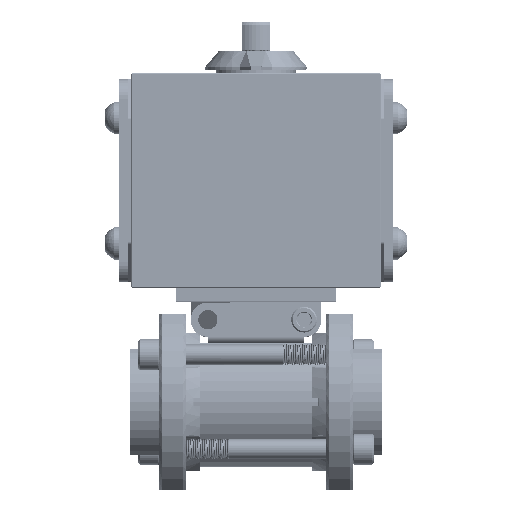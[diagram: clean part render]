
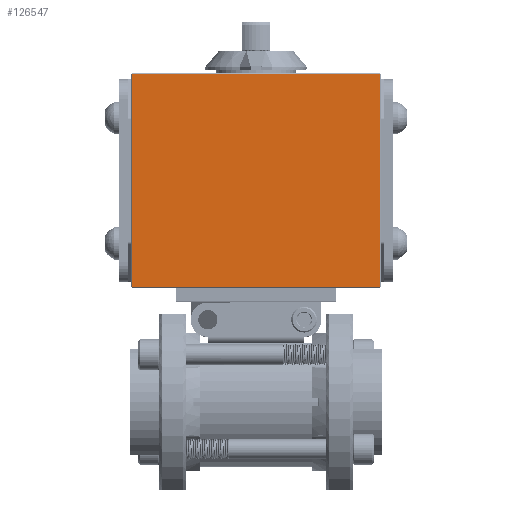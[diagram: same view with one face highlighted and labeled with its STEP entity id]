
A CAD part, top view. The second image highlights one B-rep face of the part: STEP entity #126547.
In plain terms, the highlighted planar face has unit normal (0, 0, 1).
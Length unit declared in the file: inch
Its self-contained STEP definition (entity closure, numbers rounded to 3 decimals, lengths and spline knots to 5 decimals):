
#334 = AXIS2_PLACEMENT_3D ( 'NONE', #64322, #78672, #178268 ) ;
#25503 = CARTESIAN_POINT ( 'NONE',  ( -2.255, 5.954, 1.55 ) ) ;
#26004 = CARTESIAN_POINT ( 'NONE',  ( -2.275, 2.094, 1.55 ) ) ;
#27712 = VERTEX_POINT ( 'NONE', #25503 ) ;
#30434 = DIRECTION ( 'NONE',  ( 0., 1., 0. ) ) ;
#35053 = CARTESIAN_POINT ( 'NONE',  ( -2.255, 2.094, 1.55 ) ) ;
#55494 = VECTOR ( 'NONE', #139937, 39.37008 ) ;
#57532 = EDGE_CURVE ( 'NONE', #27712, #164536, #171709, .T. ) ;
#64322 = CARTESIAN_POINT ( 'NONE',  ( -2.275, 5.974, 1.55 ) ) ;
#78672 = DIRECTION ( 'NONE',  ( 0., 0., -1. ) ) ;
#90415 = ORIENTED_EDGE ( 'NONE', *, *, #57532, .T. ) ;
#92364 = PLANE ( 'NONE',  #334 ) ;
#92402 = VECTOR ( 'NONE', #30434, 39.37008 ) ;
#93453 = LINE ( 'NONE', #26004, #55494 ) ;
#97694 = EDGE_CURVE ( 'NONE', #123672, #106386, #168093, .T. ) ;
#100487 = VECTOR ( 'NONE', #107670, 39.37008 ) ;
#100554 = CARTESIAN_POINT ( 'NONE',  ( 2.251, 2.094, 1.55 ) ) ;
#101427 = CARTESIAN_POINT ( 'NONE',  ( 2.251, 5.974, 1.55 ) ) ;
#106386 = VERTEX_POINT ( 'NONE', #141216 ) ;
#107670 = DIRECTION ( 'NONE',  ( 0., -1., 0. ) ) ;
#110943 = LINE ( 'NONE', #157526, #182223 ) ;
#113390 = ORIENTED_EDGE ( 'NONE', *, *, #121712, .T. ) ;
#121712 = EDGE_CURVE ( 'NONE', #164536, #123672, #93453, .T. ) ;
#121933 = CARTESIAN_POINT ( 'NONE',  ( -2.255, 2.074, 1.55 ) ) ;
#123672 = VERTEX_POINT ( 'NONE', #100554 ) ;
#126547 = ADVANCED_FACE ( 'NONE', ( #164013 ), #92364, .F. ) ;
#132847 = ORIENTED_EDGE ( 'NONE', *, *, #97694, .T. ) ;
#137163 = EDGE_LOOP ( 'NONE', ( #132847, #165669, #90415, #113390 ) ) ;
#139937 = DIRECTION ( 'NONE',  ( 1., 0., 0. ) ) ;
#141216 = CARTESIAN_POINT ( 'NONE',  ( 2.251, 5.954, 1.55 ) ) ;
#157526 = CARTESIAN_POINT ( 'NONE',  ( -2.275, 5.954, 1.55 ) ) ;
#161774 = EDGE_CURVE ( 'NONE', #106386, #27712, #110943, .T. ) ;
#164013 = FACE_OUTER_BOUND ( 'NONE', #137163, .T. ) ;
#164536 = VERTEX_POINT ( 'NONE', #35053 ) ;
#165669 = ORIENTED_EDGE ( 'NONE', *, *, #161774, .T. ) ;
#168093 = LINE ( 'NONE', #101427, #92402 ) ;
#171709 = LINE ( 'NONE', #121933, #100487 ) ;
#171847 = DIRECTION ( 'NONE',  ( -1., 0., 0. ) ) ;
#178268 = DIRECTION ( 'NONE',  ( 0., -1., 0. ) ) ;
#182223 = VECTOR ( 'NONE', #171847, 39.37008 ) ;
